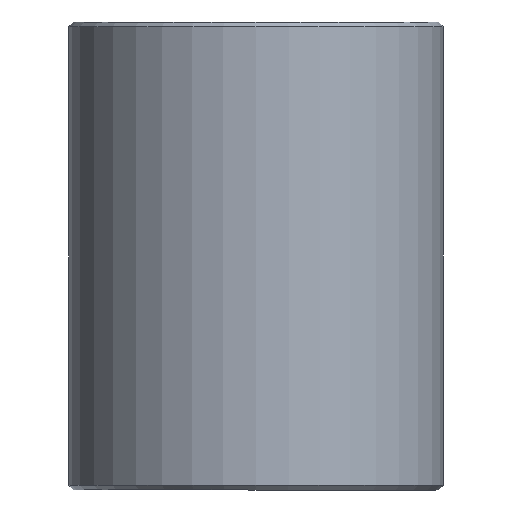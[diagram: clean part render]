
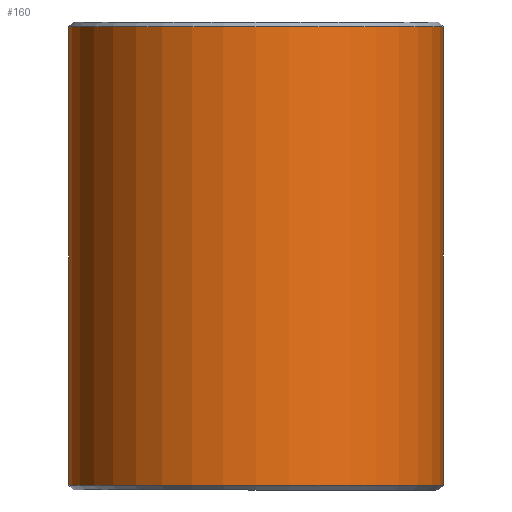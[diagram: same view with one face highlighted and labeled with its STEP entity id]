
A CAD part, front view. The second image highlights one B-rep face of the part: STEP entity #160.
In plain terms, the highlighted cylindrical face has radius 80 mm (diameter 160 mm), a full revolution.
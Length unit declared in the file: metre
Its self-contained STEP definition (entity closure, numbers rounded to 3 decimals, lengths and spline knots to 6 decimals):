
#160=ADVANCED_FACE('',(#186,#187),#188,.T.);
#186=FACE_OUTER_BOUND('',#2748,.T.);
#187=FACE_OUTER_BOUND('',#2749,.T.);
#188=CYLINDRICAL_SURFACE('',#2750,0.08);
#2748=EDGE_LOOP('',(#5335));
#2749=EDGE_LOOP('',(#5336));
#2750=AXIS2_PLACEMENT_3D('',#5337,#5338,#5339);
#5335=ORIENTED_EDGE('',*,*,#5380,.T.);
#5336=ORIENTED_EDGE('',*,*,#5381,.F.);
#5337=CARTESIAN_POINT('',(0.0,0.0,0.));
#5338=DIRECTION('',(0.0,0.,-1.0));
#5339=DIRECTION('',(0.0,1.0,0.));
#5380=EDGE_CURVE('',#5412,#5412,#5413,.T.);
#5381=EDGE_CURVE('',#5414,#5414,#5415,.T.);
#5412=VERTEX_POINT('',#5676);
#5413=CIRCLE('',#5677,0.08);
#5414=VERTEX_POINT('',#5678);
#5415=CIRCLE('',#5679,0.08);
#5676=CARTESIAN_POINT('',(0.0,0.08,0.198));
#5677=AXIS2_PLACEMENT_3D('',#5712,#5713,#5714);
#5678=CARTESIAN_POINT('',(0.0,0.08,0.002));
#5679=AXIS2_PLACEMENT_3D('',#5715,#5716,#5717);
#5712=CARTESIAN_POINT('',(0.0,0.,0.198));
#5713=DIRECTION('',(0.0,0.,-1.0));
#5714=DIRECTION('',(0.0,1.0,0.));
#5715=CARTESIAN_POINT('',(0.0,0.0,0.002));
#5716=DIRECTION('',(0.0,0.,-1.0));
#5717=DIRECTION('',(0.0,1.0,0.));
